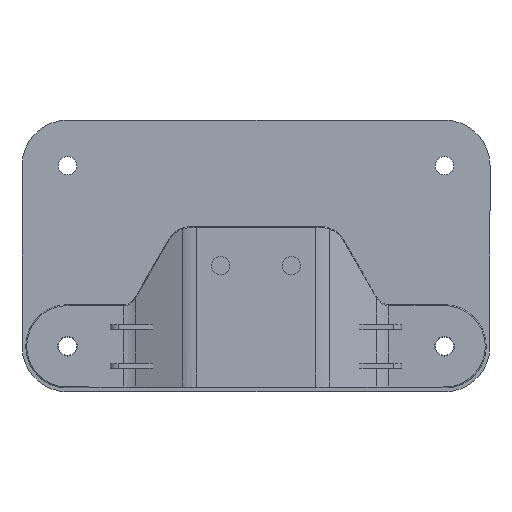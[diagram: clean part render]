
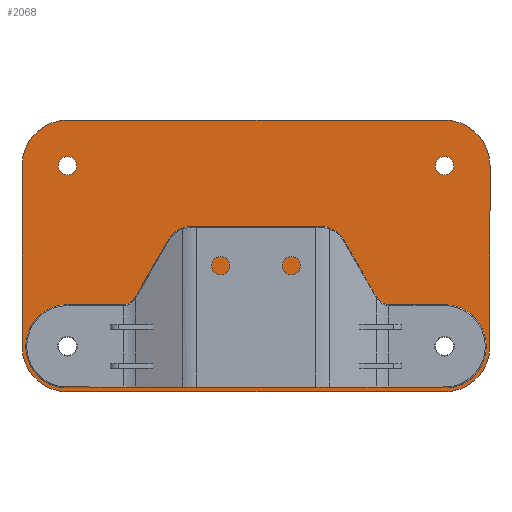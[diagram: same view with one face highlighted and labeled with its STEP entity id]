
A CAD part, front view. The second image highlights one B-rep face of the part: STEP entity #2068.
In plain terms, the highlighted planar face has unit normal (0, -1, 0).
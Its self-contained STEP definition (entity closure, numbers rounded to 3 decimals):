
#35 = FACE_BOUND ( 'NONE', #1467, .T. ) ;
#42 = LINE ( 'NONE', #4662, #4590 ) ;
#47 = EDGE_CURVE ( 'NONE', #4214, #4270, #42, .T. ) ;
#54 = LINE ( 'NONE', #5930, #1585 ) ;
#107 = CARTESIAN_POINT ( 'NONE',  ( -72.5, -0.75, 34.75 ) ) ;
#122 = CIRCLE ( 'NONE', #2460, 3.525 ) ;
#201 = DIRECTION ( 'NONE',  ( 0., 1., 0. ) ) ;
#209 = DIRECTION ( 'NONE',  ( 0., 1., 0. ) ) ;
#226 = CARTESIAN_POINT ( 'NONE',  ( 72.5, -0.75, 52.25 ) ) ;
#237 = DIRECTION ( 'NONE',  ( 0., 1., 0. ) ) ;
#276 = CARTESIAN_POINT ( 'NONE',  ( -72.5, -0.75, -38.275 ) ) ;
#293 = EDGE_CURVE ( 'NONE', #3313, #4270, #2507, .T. ) ;
#337 = CIRCLE ( 'NONE', #1414, 3.525 ) ;
#437 = CARTESIAN_POINT ( 'NONE',  ( -90., -0.75, 34.75 ) ) ;
#527 = VERTEX_POINT ( 'NONE', #5018 ) ;
#539 = DIRECTION ( 'NONE',  ( 0., 0., 1. ) ) ;
#558 = AXIS2_PLACEMENT_3D ( 'NONE', #2562, #2074, #1162 ) ;
#568 = EDGE_CURVE ( 'NONE', #1902, #1904, #6130, .T. ) ;
#575 = VECTOR ( 'NONE', #6099, 1000. ) ;
#705 = EDGE_CURVE ( 'NONE', #3313, #4015, #2584, .T. ) ;
#799 = VECTOR ( 'NONE', #893, 1000. ) ;
#801 = ORIENTED_EDGE ( 'NONE', *, *, #5372, .F. ) ;
#893 = DIRECTION ( 'NONE',  ( 0., 0., 1. ) ) ;
#908 = EDGE_CURVE ( 'NONE', #2851, #4015, #3580, .T. ) ;
#982 = DIRECTION ( 'NONE',  ( 0., 1., 0. ) ) ;
#993 = ORIENTED_EDGE ( 'NONE', *, *, #5525, .T. ) ;
#1008 = DIRECTION ( 'NONE',  ( 0., 0., -1. ) ) ;
#1060 = VERTEX_POINT ( 'NONE', #2806 ) ;
#1154 = VERTEX_POINT ( 'NONE', #437 ) ;
#1162 = DIRECTION ( 'NONE',  ( 0., 0., 1. ) ) ;
#1201 = CARTESIAN_POINT ( 'NONE',  ( -72.5, -0.75, 31.225 ) ) ;
#1211 = CARTESIAN_POINT ( 'NONE',  ( -72.5, -0.75, -34.75 ) ) ;
#1256 = CARTESIAN_POINT ( 'NONE',  ( 72.5, -0.75, 34.75 ) ) ;
#1268 = LINE ( 'NONE', #6282, #799 ) ;
#1270 = DIRECTION ( 'NONE',  ( 0., 0., -1. ) ) ;
#1308 = VERTEX_POINT ( 'NONE', #226 ) ;
#1358 = CARTESIAN_POINT ( 'NONE',  ( 72.5, -0.75, -34.75 ) ) ;
#1414 = AXIS2_PLACEMENT_3D ( 'NONE', #4676, #237, #2679 ) ;
#1455 = DIRECTION ( 'NONE',  ( 0., 0., 1. ) ) ;
#1467 = EDGE_LOOP ( 'NONE', ( #1836, #6157 ) ) ;
#1472 = CARTESIAN_POINT ( 'NONE',  ( -72.5, -0.75, -34.75 ) ) ;
#1511 = AXIS2_PLACEMENT_3D ( 'NONE', #4001, #3424, #539 ) ;
#1583 = CARTESIAN_POINT ( 'NONE',  ( -72.5, -0.75, -31.225 ) ) ;
#1585 = VECTOR ( 'NONE', #6148, 1000. ) ;
#1641 = DIRECTION ( 'NONE',  ( 0., 0., -1. ) ) ;
#1688 = EDGE_LOOP ( 'NONE', ( #5687, #5551 ) ) ;
#1701 = DIRECTION ( 'NONE',  ( 0., -1., 0. ) ) ;
#1836 = ORIENTED_EDGE ( 'NONE', *, *, #3946, .T. ) ;
#1865 = FACE_OUTER_BOUND ( 'NONE', #3560, .T. ) ;
#1871 = CARTESIAN_POINT ( 'NONE',  ( 72.5, -0.75, -31.225 ) ) ;
#1897 = CIRCLE ( 'NONE', #2237, 3.525 ) ;
#1902 = VERTEX_POINT ( 'NONE', #4161 ) ;
#1904 = VERTEX_POINT ( 'NONE', #1201 ) ;
#1923 = CARTESIAN_POINT ( 'NONE',  ( -72.5, -0.75, 34.75 ) ) ;
#1931 = EDGE_CURVE ( 'NONE', #1060, #2376, #337, .T. ) ;
#1947 = FACE_BOUND ( 'NONE', #1688, .T. ) ;
#1975 = DIRECTION ( 'NONE',  ( 0., 1., 0. ) ) ;
#1976 = VERTEX_POINT ( 'NONE', #276 ) ;
#1994 = CARTESIAN_POINT ( 'NONE',  ( 72.5, -0.75, -52.25 ) ) ;
#2068 = ADVANCED_FACE ( 'NONE', ( #35, #4739, #2660, #1947, #1865 ), #2473, .F. ) ;
#2074 = DIRECTION ( 'NONE',  ( 0., -1., 0. ) ) ;
#2135 = VERTEX_POINT ( 'NONE', #1583 ) ;
#2162 = AXIS2_PLACEMENT_3D ( 'NONE', #5651, #1701, #2704 ) ;
#2237 = AXIS2_PLACEMENT_3D ( 'NONE', #1211, #201, #1270 ) ;
#2363 = AXIS2_PLACEMENT_3D ( 'NONE', #5918, #3948, #4951 ) ;
#2370 = AXIS2_PLACEMENT_3D ( 'NONE', #1472, #1975, #1008 ) ;
#2376 = VERTEX_POINT ( 'NONE', #1871 ) ;
#2417 = CARTESIAN_POINT ( 'NONE',  ( 90., -0.75, 34.75 ) ) ;
#2460 = AXIS2_PLACEMENT_3D ( 'NONE', #5311, #3348, #5335 ) ;
#2473 = PLANE ( 'NONE',  #2363 ) ;
#2474 = DIRECTION ( 'NONE',  ( 0., 0., -1. ) ) ;
#2507 = CIRCLE ( 'NONE', #4093, 17.5 ) ;
#2562 = CARTESIAN_POINT ( 'NONE',  ( 72.5, -0.75, 34.75 ) ) ;
#2583 = CARTESIAN_POINT ( 'NONE',  ( -72.5, -0.75, -52.25 ) ) ;
#2584 = LINE ( 'NONE', #4185, #575 ) ;
#2641 = DIRECTION ( 'NONE',  ( 0., 1., 0. ) ) ;
#2660 = FACE_BOUND ( 'NONE', #4705, .T. ) ;
#2679 = DIRECTION ( 'NONE',  ( 0., 0., 1. ) ) ;
#2704 = DIRECTION ( 'NONE',  ( 0., 0., 1. ) ) ;
#2806 = CARTESIAN_POINT ( 'NONE',  ( 72.5, -0.75, -38.275 ) ) ;
#2851 = VERTEX_POINT ( 'NONE', #3816 ) ;
#2875 = ORIENTED_EDGE ( 'NONE', *, *, #908, .T. ) ;
#2925 = CARTESIAN_POINT ( 'NONE',  ( 90., -0.75, -34.75 ) ) ;
#3004 = DIRECTION ( 'NONE',  ( 0., -1., 0. ) ) ;
#3092 = EDGE_CURVE ( 'NONE', #3236, #527, #4207, .T. ) ;
#3138 = CIRCLE ( 'NONE', #5239, 3.525 ) ;
#3204 = DIRECTION ( 'NONE',  ( 0., 0., -1. ) ) ;
#3208 = CIRCLE ( 'NONE', #558, 17.5 ) ;
#3213 = CIRCLE ( 'NONE', #1511, 3.525 ) ;
#3236 = VERTEX_POINT ( 'NONE', #5814 ) ;
#3313 = VERTEX_POINT ( 'NONE', #1994 ) ;
#3333 = AXIS2_PLACEMENT_3D ( 'NONE', #1923, #3004, #1455 ) ;
#3348 = DIRECTION ( 'NONE',  ( 0., 1., 0. ) ) ;
#3424 = DIRECTION ( 'NONE',  ( 0., 1., 0. ) ) ;
#3560 = EDGE_LOOP ( 'NONE', ( #3920, #993, #801, #2875, #4854, #5580, #3804, #6274 ) ) ;
#3580 = CIRCLE ( 'NONE', #2162, 17.5 ) ;
#3730 = AXIS2_PLACEMENT_3D ( 'NONE', #107, #2641, #4545 ) ;
#3804 = ORIENTED_EDGE ( 'NONE', *, *, #47, .F. ) ;
#3816 = CARTESIAN_POINT ( 'NONE',  ( -90., -0.75, -34.75 ) ) ;
#3844 = EDGE_CURVE ( 'NONE', #1976, #2135, #1897, .T. ) ;
#3875 = CARTESIAN_POINT ( 'NONE',  ( -72.5, -0.75, 52.25 ) ) ;
#3889 = CIRCLE ( 'NONE', #3333, 17.5 ) ;
#3920 = ORIENTED_EDGE ( 'NONE', *, *, #4315, .F. ) ;
#3946 = EDGE_CURVE ( 'NONE', #527, #3236, #3138, .T. ) ;
#3948 = DIRECTION ( 'NONE',  ( 0., 1., 0. ) ) ;
#3983 = ORIENTED_EDGE ( 'NONE', *, *, #3844, .T. ) ;
#4001 = CARTESIAN_POINT ( 'NONE',  ( 72.5, -0.75, -34.75 ) ) ;
#4015 = VERTEX_POINT ( 'NONE', #2583 ) ;
#4093 = AXIS2_PLACEMENT_3D ( 'NONE', #1358, #4818, #4347 ) ;
#4161 = CARTESIAN_POINT ( 'NONE',  ( -72.5, -0.75, 38.275 ) ) ;
#4185 = CARTESIAN_POINT ( 'NONE',  ( -90., -0.75, -52.25 ) ) ;
#4207 = CIRCLE ( 'NONE', #4500, 3.525 ) ;
#4214 = VERTEX_POINT ( 'NONE', #2417 ) ;
#4270 = VERTEX_POINT ( 'NONE', #2925 ) ;
#4315 = EDGE_CURVE ( 'NONE', #4508, #1308, #54, .T. ) ;
#4347 = DIRECTION ( 'NONE',  ( 0., 0., 1. ) ) ;
#4500 = AXIS2_PLACEMENT_3D ( 'NONE', #1256, #209, #3204 ) ;
#4508 = VERTEX_POINT ( 'NONE', #3875 ) ;
#4531 = EDGE_CURVE ( 'NONE', #1904, #1902, #122, .T. ) ;
#4545 = DIRECTION ( 'NONE',  ( 0., 0., 1. ) ) ;
#4590 = VECTOR ( 'NONE', #1641, 1000. ) ;
#4622 = EDGE_CURVE ( 'NONE', #2135, #1976, #6138, .T. ) ;
#4662 = CARTESIAN_POINT ( 'NONE',  ( 90., -0.75, -52.25 ) ) ;
#4664 = EDGE_CURVE ( 'NONE', #2376, #1060, #3213, .T. ) ;
#4676 = CARTESIAN_POINT ( 'NONE',  ( 72.5, -0.75, -34.75 ) ) ;
#4705 = EDGE_LOOP ( 'NONE', ( #5633, #3983 ) ) ;
#4739 = FACE_BOUND ( 'NONE', #6027, .T. ) ;
#4818 = DIRECTION ( 'NONE',  ( 0., -1., 0. ) ) ;
#4854 = ORIENTED_EDGE ( 'NONE', *, *, #705, .F. ) ;
#4951 = DIRECTION ( 'NONE',  ( 0., 0., 1. ) ) ;
#5018 = CARTESIAN_POINT ( 'NONE',  ( 72.5, -0.75, 38.275 ) ) ;
#5044 = EDGE_CURVE ( 'NONE', #4214, #1308, #3208, .T. ) ;
#5239 = AXIS2_PLACEMENT_3D ( 'NONE', #5365, #982, #2474 ) ;
#5309 = ORIENTED_EDGE ( 'NONE', *, *, #4531, .T. ) ;
#5311 = CARTESIAN_POINT ( 'NONE',  ( -72.5, -0.75, 34.75 ) ) ;
#5335 = DIRECTION ( 'NONE',  ( 0., 0., 1. ) ) ;
#5365 = CARTESIAN_POINT ( 'NONE',  ( 72.5, -0.75, 34.75 ) ) ;
#5372 = EDGE_CURVE ( 'NONE', #2851, #1154, #1268, .T. ) ;
#5525 = EDGE_CURVE ( 'NONE', #4508, #1154, #3889, .T. ) ;
#5551 = ORIENTED_EDGE ( 'NONE', *, *, #1931, .T. ) ;
#5580 = ORIENTED_EDGE ( 'NONE', *, *, #293, .T. ) ;
#5633 = ORIENTED_EDGE ( 'NONE', *, *, #4622, .T. ) ;
#5651 = CARTESIAN_POINT ( 'NONE',  ( -72.5, -0.75, -34.75 ) ) ;
#5687 = ORIENTED_EDGE ( 'NONE', *, *, #4664, .T. ) ;
#5814 = CARTESIAN_POINT ( 'NONE',  ( 72.5, -0.75, 31.225 ) ) ;
#5840 = ORIENTED_EDGE ( 'NONE', *, *, #568, .T. ) ;
#5918 = CARTESIAN_POINT ( 'NONE',  ( 0., -0.75, 0. ) ) ;
#5930 = CARTESIAN_POINT ( 'NONE',  ( -90., -0.75, 52.25 ) ) ;
#6027 = EDGE_LOOP ( 'NONE', ( #5840, #5309 ) ) ;
#6099 = DIRECTION ( 'NONE',  ( -1., 0., 0. ) ) ;
#6130 = CIRCLE ( 'NONE', #3730, 3.525 ) ;
#6138 = CIRCLE ( 'NONE', #2370, 3.525 ) ;
#6148 = DIRECTION ( 'NONE',  ( 1., 0., 0. ) ) ;
#6157 = ORIENTED_EDGE ( 'NONE', *, *, #3092, .T. ) ;
#6274 = ORIENTED_EDGE ( 'NONE', *, *, #5044, .T. ) ;
#6282 = CARTESIAN_POINT ( 'NONE',  ( -90., -0.75, -52.25 ) ) ;
